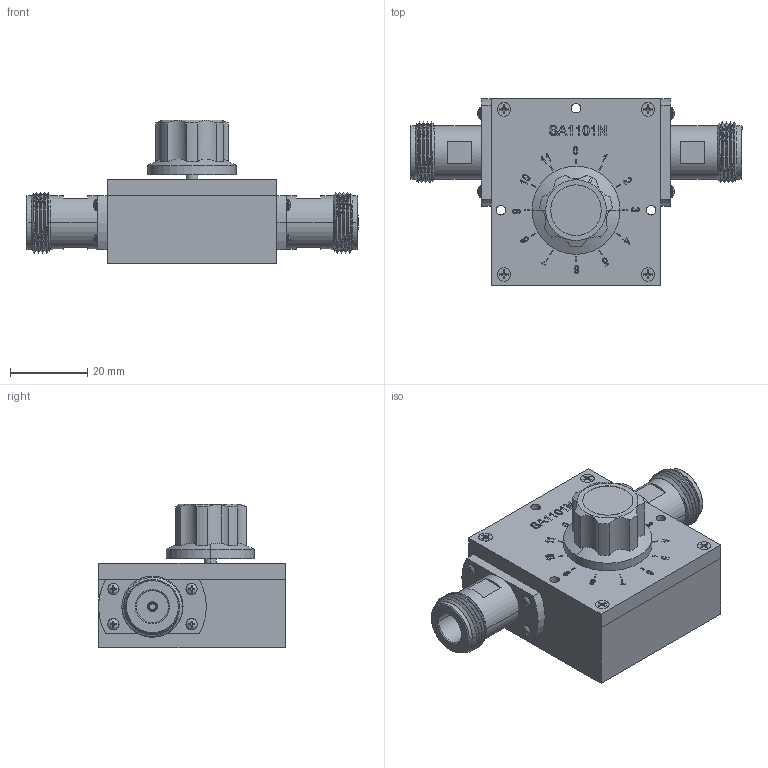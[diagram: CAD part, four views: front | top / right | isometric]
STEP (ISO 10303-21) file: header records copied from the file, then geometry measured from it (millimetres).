
FILE_DESCRIPTION (( 'STEP AP214' ), '1' );
FILE_NAME ('SA1101N_3D.step', '2023-09-20T20:43:19', ( '' ), ( '' ), 'SwSTEP 2.0', 'SolidWorks 2022', '' );
FILE_SCHEMA (( 'AUTOMOTIVE_DESIGN' ));
Length unit declared in the file: inch
Products named in the file (1): SA1101N_3D
Bounding box: 86.2 x 48.53 x 37.38 mm (x, y, z)
Volume: 57499.7 mm3; surface area: 13662.1 mm2
Topology: 1 solids, 1 shells, 876 faces, 2305 edges, 1514 vertices
Faces by surface type: plane 502, bspline 149, cylinder 117, cone 68, torus 32, sphere 8
Entity records: 40857 total; most frequent: CARTESIAN_POINT 20295, ORIENTED_EDGE 4578, DIRECTION 3747, EDGE_CURVE 2289, VERTEX_POINT 1506, VECTOR 1255, LINE 1255, AXIS2_PLACEMENT_3D 1246
